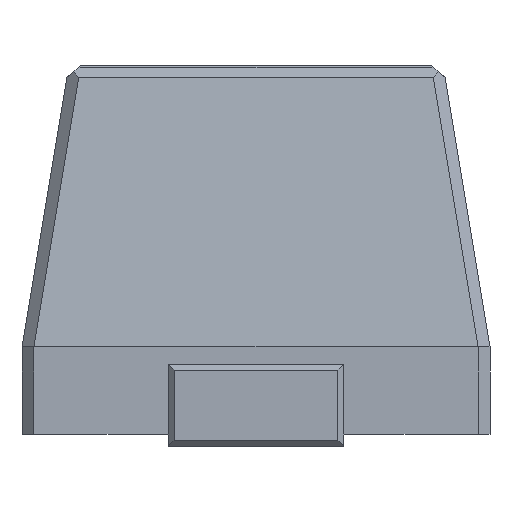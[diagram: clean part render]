
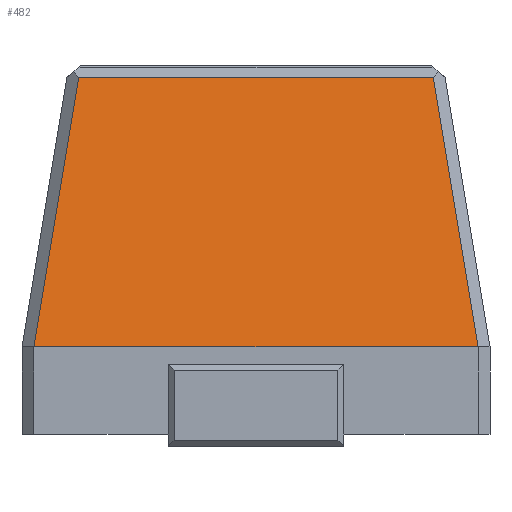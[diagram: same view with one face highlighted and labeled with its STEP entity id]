
A CAD part, left-side view. The second image highlights one B-rep face of the part: STEP entity #482.
In plain terms, the highlighted planar face has unit normal (-0.986, 0, 0.164).
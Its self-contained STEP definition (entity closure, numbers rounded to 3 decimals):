
#151 = VERTEX_POINT('',#152);
#152 = CARTESIAN_POINT('',(-0.6,0.38,0.17));
#158 = EDGE_CURVE('',#159,#151,#161,.T.);
#159 = VERTEX_POINT('',#160);
#160 = CARTESIAN_POINT('',(-0.523,0.303,0.63
    ));
#161 = LINE('',#162,#163);
#162 = CARTESIAN_POINT('',(-0.524,0.304,0.627
    ));
#163 = VECTOR('',#164,1.);
#164 = DIRECTION('',(-0.162,0.162,-0.973));
#354 = EDGE_CURVE('',#355,#159,#357,.T.);
#355 = VERTEX_POINT('',#356);
#356 = CARTESIAN_POINT('',(-0.523,-0.303,
    0.63));
#357 = LINE('',#358,#359);
#358 = CARTESIAN_POINT('',(-0.523,-0.32,0.63));
#359 = VECTOR('',#360,1.);
#360 = DIRECTION('',(0.,1.,0.));
#482 = ADVANCED_FACE('',(#483),#501,.F.);
#483 = FACE_BOUND('',#484,.F.);
#484 = EDGE_LOOP('',(#485,#486,#494,#500));
#485 = ORIENTED_EDGE('',*,*,#354,.F.);
#486 = ORIENTED_EDGE('',*,*,#487,.T.);
#487 = EDGE_CURVE('',#355,#488,#490,.T.);
#488 = VERTEX_POINT('',#489);
#489 = CARTESIAN_POINT('',(-0.6,-0.38,0.17));
#490 = LINE('',#491,#492);
#491 = CARTESIAN_POINT('',(-0.524,-0.304,
    0.627));
#492 = VECTOR('',#493,1.);
#493 = DIRECTION('',(-0.162,-0.162,-0.973));
#494 = ORIENTED_EDGE('',*,*,#495,.T.);
#495 = EDGE_CURVE('',#488,#151,#496,.T.);
#496 = LINE('',#497,#498);
#497 = CARTESIAN_POINT('',(-0.6,-0.4,0.17));
#498 = VECTOR('',#499,1.);
#499 = DIRECTION('',(0.,1.,0.));
#500 = ORIENTED_EDGE('',*,*,#158,.F.);
#501 = PLANE('',#502);
#502 = AXIS2_PLACEMENT_3D('',#503,#504,#505);
#503 = CARTESIAN_POINT('',(-0.6,-0.4,0.17));
#504 = DIRECTION('',(0.986,0.,-0.164)
  );
#505 = DIRECTION('',(0.164,0.,0.986)
  );
